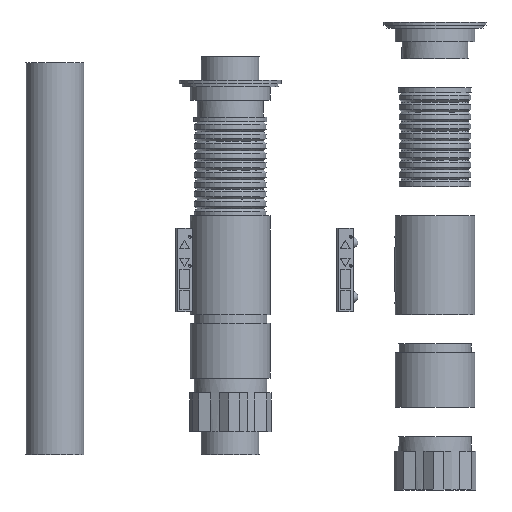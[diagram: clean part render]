
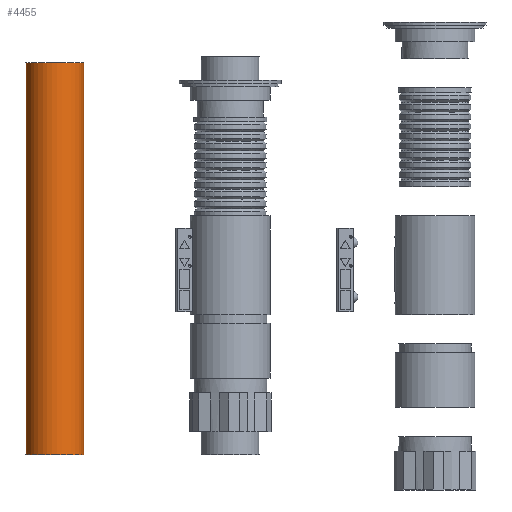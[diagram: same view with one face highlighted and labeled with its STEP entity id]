
A CAD part, front view. The second image highlights one B-rep face of the part: STEP entity #4455.
In plain terms, the highlighted cylindrical face has radius 9.9 mm (diameter 19.8 mm), a full revolution.
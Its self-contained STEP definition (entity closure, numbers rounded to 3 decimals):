
#547=FACE_OUTER_BOUND('',#835,.T.);
#835=EDGE_LOOP('',(#3498,#3499,#3500,#3501));
#1156=LINE('',#7249,#1523);
#1523=VECTOR('',#5807,10.);
#1878=CIRCLE('',#4949,9.9);
#1879=CIRCLE('',#4951,9.9);
#2157=VERTEX_POINT('',#7243);
#2158=VERTEX_POINT('',#7246);
#2650=EDGE_CURVE('',#2157,#2157,#1878,.T.);
#2651=EDGE_CURVE('',#2158,#2158,#1879,.T.);
#2652=EDGE_CURVE('',#2158,#2157,#1156,.T.);
#3498=ORIENTED_EDGE('',*,*,#2651,.F.);
#3499=ORIENTED_EDGE('',*,*,#2652,.T.);
#3500=ORIENTED_EDGE('',*,*,#2650,.T.);
#3501=ORIENTED_EDGE('',*,*,#2652,.F.);
#4317=CYLINDRICAL_SURFACE('',#4952,9.9);
#4455=ADVANCED_FACE('',(#547),#4317,.T.);
#4949=AXIS2_PLACEMENT_3D('',#7244,#5799,#5800);
#4951=AXIS2_PLACEMENT_3D('',#7247,#5803,#5804);
#4952=AXIS2_PLACEMENT_3D('',#7248,#5805,#5806);
#5799=DIRECTION('center_axis',(0.,0.,
-1.));
#5800=DIRECTION('ref_axis',(0.087,-0.996,0.));
#5803=DIRECTION('center_axis',(0.,0.,
-1.));
#5804=DIRECTION('ref_axis',(0.087,-0.996,0.));
#5805=DIRECTION('center_axis',(0.,0.,
-1.));
#5806=DIRECTION('ref_axis',(0.087,-0.996,0.));
#5807=DIRECTION('',(0.,0.,1.));
#7243=CARTESIAN_POINT('',(-27.094,-40.156,-187.57));
#7244=CARTESIAN_POINT('Origin',(-26.232,-50.018,-187.57));
#7246=CARTESIAN_POINT('',(-27.094,-40.156,-321.669));
#7247=CARTESIAN_POINT('Origin',(-26.232,-50.018,-321.669));
#7248=CARTESIAN_POINT('Origin',(-26.232,-50.018,-317.169));
#7249=CARTESIAN_POINT('',(-27.094,-40.156,-317.169));
